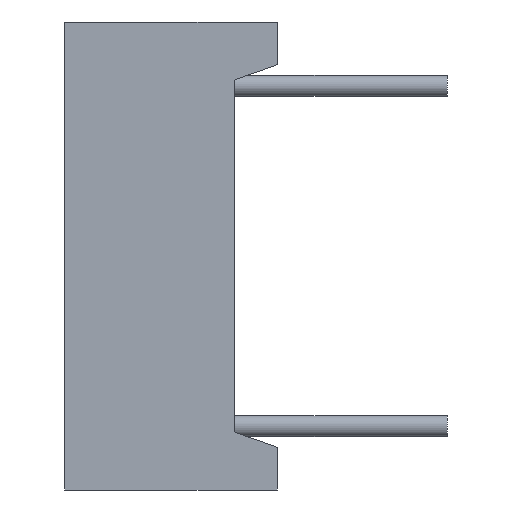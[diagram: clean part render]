
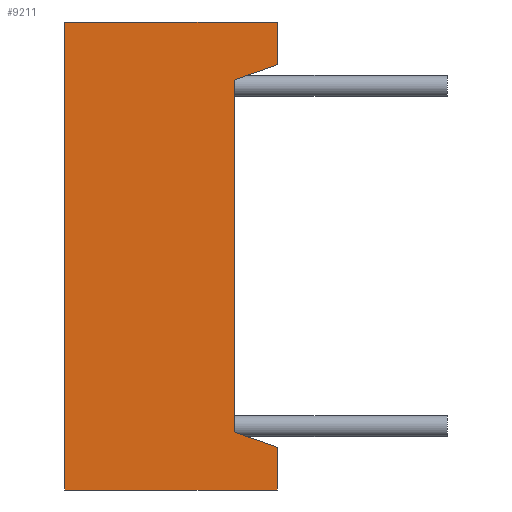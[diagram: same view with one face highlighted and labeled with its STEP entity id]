
A CAD part, left-side view. The second image highlights one B-rep face of the part: STEP entity #9211.
In plain terms, the highlighted planar face has unit normal (-1, 0, 0).
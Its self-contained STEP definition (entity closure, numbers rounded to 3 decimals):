
#4292 = EDGE_CURVE ( 'NONE', #8661, #8662, #6320, .T. ) ;
#5418 = PLANE ( 'NONE',  #17720 ) ;
#5419 = CARTESIAN_POINT ( 'NONE',  ( -18., -5., 0. ) ) ;
#5420 = DIRECTION ( 'NONE',  ( -1., 0., 0. ) ) ;
#5421 = DIRECTION ( 'NONE',  ( 0., 0., 1. ) ) ;
#6320 = LINE ( 'NONE', #6321, #20717 ) ;
#6321 = CARTESIAN_POINT ( 'NONE',  ( -18., -4., -9.54 ) ) ;
#6322 = DIRECTION ( 'NONE',  ( 0., 0., -1. ) ) ;
#7535 = CARTESIAN_POINT ( 'NONE',  ( -18., -4., 4.136 ) ) ;
#7536 = CARTESIAN_POINT ( 'NONE',  ( -18., -4., -4.136 ) ) ;
#7716 = CARTESIAN_POINT ( 'NONE',  ( -18., 0., 5.5 ) ) ;
#7719 = CARTESIAN_POINT ( 'NONE',  ( -18., 0., -5.5 ) ) ;
#7814 = CARTESIAN_POINT ( 'NONE',  ( -18., -5., -4.5 ) ) ;
#7815 = CARTESIAN_POINT ( 'NONE',  ( -18., -5., -5.5 ) ) ;
#7821 = CARTESIAN_POINT ( 'NONE',  ( -18., -5., 5.5 ) ) ;
#7822 = CARTESIAN_POINT ( 'NONE',  ( -18., -5., 4.5 ) ) ;
#8661 = VERTEX_POINT ( 'NONE', #7535 ) ;
#8662 = VERTEX_POINT ( 'NONE', #7536 ) ;
#8842 = VERTEX_POINT ( 'NONE', #7716 ) ;
#8845 = VERTEX_POINT ( 'NONE', #7719 ) ;
#8940 = VERTEX_POINT ( 'NONE', #7814 ) ;
#8941 = VERTEX_POINT ( 'NONE', #7815 ) ;
#8947 = VERTEX_POINT ( 'NONE', #7821 ) ;
#8948 = VERTEX_POINT ( 'NONE', #7822 ) ;
#9107 = ORIENTED_EDGE ( 'NONE', *, *, #10813, .F. ) ;
#9109 = ORIENTED_EDGE ( 'NONE', *, *, #10799, .T. ) ;
#9110 = ORIENTED_EDGE ( 'NONE', *, *, #10804, .F. ) ;
#9111 = ORIENTED_EDGE ( 'NONE', *, *, #4292, .F. ) ;
#9112 = ORIENTED_EDGE ( 'NONE', *, *, #10808, .T. ) ;
#9113 = ORIENTED_EDGE ( 'NONE', *, *, #10814, .T. ) ;
#9114 = ORIENTED_EDGE ( 'NONE', *, *, #10867, .F. ) ;
#9115 = ORIENTED_EDGE ( 'NONE', *, *, #10815, .F. ) ;
#9211 = ADVANCED_FACE ( 'NONE', ( #17714 ), #5418, .T. ) ;
#10799 = EDGE_CURVE ( 'NONE', #8941, #8940, #13923, .T. ) ;
#10804 = EDGE_CURVE ( 'NONE', #8662, #8940, #13938, .T. ) ;
#10808 = EDGE_CURVE ( 'NONE', #8948, #8947, #13950, .T. ) ;
#10813 = EDGE_CURVE ( 'NONE', #8948, #8661, #13965, .T. ) ;
#10814 = EDGE_CURVE ( 'NONE', #8947, #8842, #13968, .T. ) ;
#10815 = EDGE_CURVE ( 'NONE', #8941, #8845, #13971, .T. ) ;
#10867 = EDGE_CURVE ( 'NONE', #8845, #8842, #14127, .T. ) ;
#13711 = VECTOR ( 'NONE', #13925, 1000. ) ;
#13716 = VECTOR ( 'NONE', #13940, 1000. ) ;
#13720 = VECTOR ( 'NONE', #13952, 1000. ) ;
#13725 = VECTOR ( 'NONE', #13967, 1000. ) ;
#13726 = VECTOR ( 'NONE', #13970, 1000. ) ;
#13727 = VECTOR ( 'NONE', #13973, 1000. ) ;
#13923 = LINE ( 'NONE', #13924, #13711 ) ;
#13924 = CARTESIAN_POINT ( 'NONE',  ( -18., -5., 0. ) ) ;
#13925 = DIRECTION ( 'NONE',  ( 0., 0., 1. ) ) ;
#13938 = LINE ( 'NONE', #13939, #13716 ) ;
#13939 = CARTESIAN_POINT ( 'NONE',  ( -18., -4.412, -4.286 ) ) ;
#13940 = DIRECTION ( 'NONE',  ( 0., -0.94, -0.342 ) ) ;
#13950 = LINE ( 'NONE', #13951, #13720 ) ;
#13951 = CARTESIAN_POINT ( 'NONE',  ( -18., -5., 0. ) ) ;
#13952 = DIRECTION ( 'NONE',  ( 0., 0., 1. ) ) ;
#13965 = LINE ( 'NONE', #13966, #13725 ) ;
#13966 = CARTESIAN_POINT ( 'NONE',  ( -18., 1.72, 2.054 ) ) ;
#13967 = DIRECTION ( 'NONE',  ( 0., 0.94, -0.342 ) ) ;
#13968 = LINE ( 'NONE', #13969, #13726 ) ;
#13969 = CARTESIAN_POINT ( 'NONE',  ( -18., -5., 5.5 ) ) ;
#13970 = DIRECTION ( 'NONE',  ( 0., 1., 0. ) ) ;
#13971 = LINE ( 'NONE', #13972, #13727 ) ;
#13972 = CARTESIAN_POINT ( 'NONE',  ( -18., -5., -5.5 ) ) ;
#13973 = DIRECTION ( 'NONE',  ( 0., 1., 0. ) ) ;
#14127 = LINE ( 'NONE', #14128, #14940 ) ;
#14128 = CARTESIAN_POINT ( 'NONE',  ( -18., 0., 0. ) ) ;
#14129 = DIRECTION ( 'NONE',  ( 0., 0., 1. ) ) ;
#14940 = VECTOR ( 'NONE', #14129, 1000. ) ;
#17714 = FACE_OUTER_BOUND ( 'NONE', #18474, .T. ) ;
#17720 = AXIS2_PLACEMENT_3D ( 'NONE', #5419, #5420, #5421 ) ;
#18474 = EDGE_LOOP ( 'NONE', ( #9109, #9110, #9111, #9107, #9112, #9113, #9114, #9115 ) ) ;
#20717 = VECTOR ( 'NONE', #6322, 1000. ) ;
